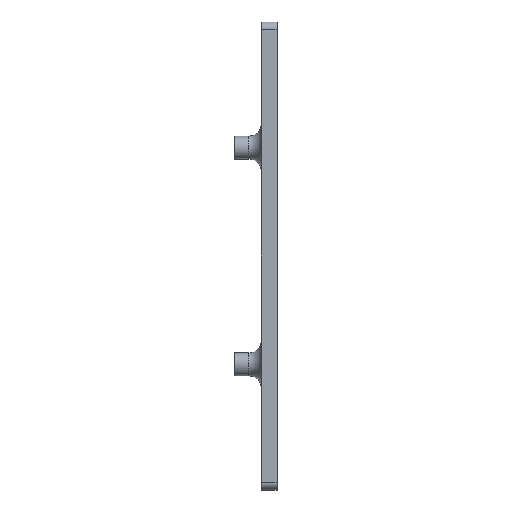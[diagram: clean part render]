
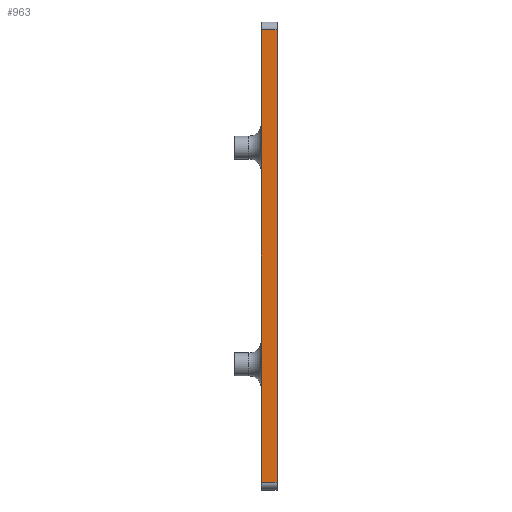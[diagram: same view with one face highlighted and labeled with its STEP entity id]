
A CAD part, left-side view. The second image highlights one B-rep face of the part: STEP entity #963.
In plain terms, the highlighted planar face has unit normal (-1, 0, 0).
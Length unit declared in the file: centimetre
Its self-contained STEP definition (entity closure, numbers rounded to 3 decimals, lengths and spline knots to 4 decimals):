
#59=PLANE('',#1081);
#85=LINE('',#1557,#141);
#90=LINE('',#1606,#146);
#99=LINE('',#1629,#155);
#100=LINE('',#1632,#156);
#141=VECTOR('',#1241,1.);
#146=VECTOR('',#1288,1.);
#155=VECTOR('',#1313,1.);
#156=VECTOR('',#1318,1.);
#233=FACE_OUTER_BOUND('',#304,.T.);
#304=EDGE_LOOP('',(#777,#778,#779,#780));
#461=VERTEX_POINT('',#1553);
#463=VERTEX_POINT('',#1556);
#486=VERTEX_POINT('',#1604);
#492=VERTEX_POINT('',#1628);
#564=EDGE_CURVE('',#461,#463,#85,.T.);
#589=EDGE_CURVE('',#486,#461,#90,.T.);
#600=EDGE_CURVE('',#463,#492,#99,.T.);
#602=EDGE_CURVE('',#486,#492,#100,.T.);
#777=ORIENTED_EDGE('',*,*,#589,.F.);
#778=ORIENTED_EDGE('',*,*,#602,.T.);
#779=ORIENTED_EDGE('',*,*,#600,.F.);
#780=ORIENTED_EDGE('',*,*,#564,.F.);
#963=ADVANCED_FACE('',(#233),#59,.T.);
#1081=AXIS2_PLACEMENT_3D('',#1631,#1316,#1317);
#1241=DIRECTION('',(0.,0.,1.));
#1288=DIRECTION('',(0.,1.,0.));
#1313=DIRECTION('',(0.,-1.,0.));
#1316=DIRECTION('center_axis',(-1.,0.,0.));
#1317=DIRECTION('ref_axis',(0.,0.,1.));
#1318=DIRECTION('',(0.,0.,1.));
#1553=CARTESIAN_POINT('',(-6.7995,0.5,-7.4636));
#1556=CARTESIAN_POINT('',(-6.7995,0.5,7.0364));
#1557=CARTESIAN_POINT('',(-6.7995,0.5,-7.7136));
#1604=CARTESIAN_POINT('',(-6.7995,0.,-7.4636));
#1606=CARTESIAN_POINT('',(-6.7995,0.,-7.4636));
#1628=CARTESIAN_POINT('',(-6.7995,0.,7.0364));
#1629=CARTESIAN_POINT('',(-6.7995,0.,7.0364));
#1631=CARTESIAN_POINT('Origin',(-6.7995,0.,-7.7136));
#1632=CARTESIAN_POINT('',(-6.7995,0.,-7.7136));
